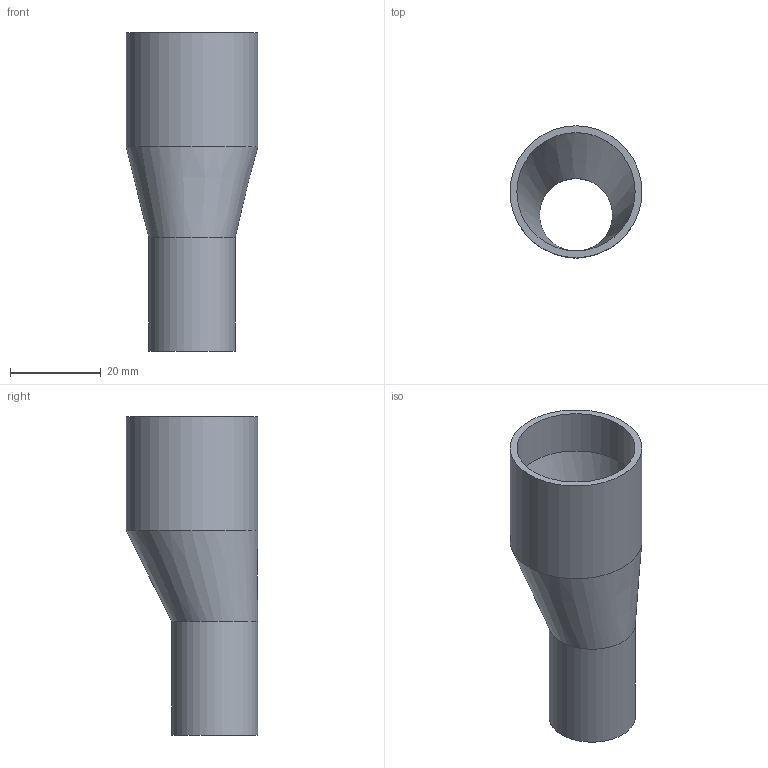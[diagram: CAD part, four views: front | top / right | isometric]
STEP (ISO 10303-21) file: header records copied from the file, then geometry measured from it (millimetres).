
FILE_DESCRIPTION((''),'2;1');
FILE_NAME('10205025X015.stp','2010-04-01T13:44:45',('gsaathoff-kettwig'),(''),'Autodesk Inventor 2008','Autodesk Inventor 2008','');
FILE_SCHEMA(('AUTOMOTIVE_DESIGN { 1 0 10303 214 1 1 1 1 }'));
Length unit declared in the file: millimetre
Products named in the file (1): ENG-004466
Bounding box: 29 x 29 x 70 mm (x, y, z)
Volume: 10396.1 mm3; surface area: 9945.7 mm2
Topology: 1 solids, 1 shells, 8 faces, 20 edges, 14 vertices
Faces by surface type: cylinder 4, bspline 2, plane 2
Full cylindrical faces by diameter (mm): 16 x1, 19 x1, 26 x1, 29 x1
Entity records: 518 total; most frequent: CARTESIAN_POINT 303, DIRECTION 42, ORIENTED_EDGE 32, AXIS2_PLACEMENT_3D 21, EDGE_CURVE 16, VERTEX_POINT 14, CIRCLE 14, EDGE_LOOP 14
